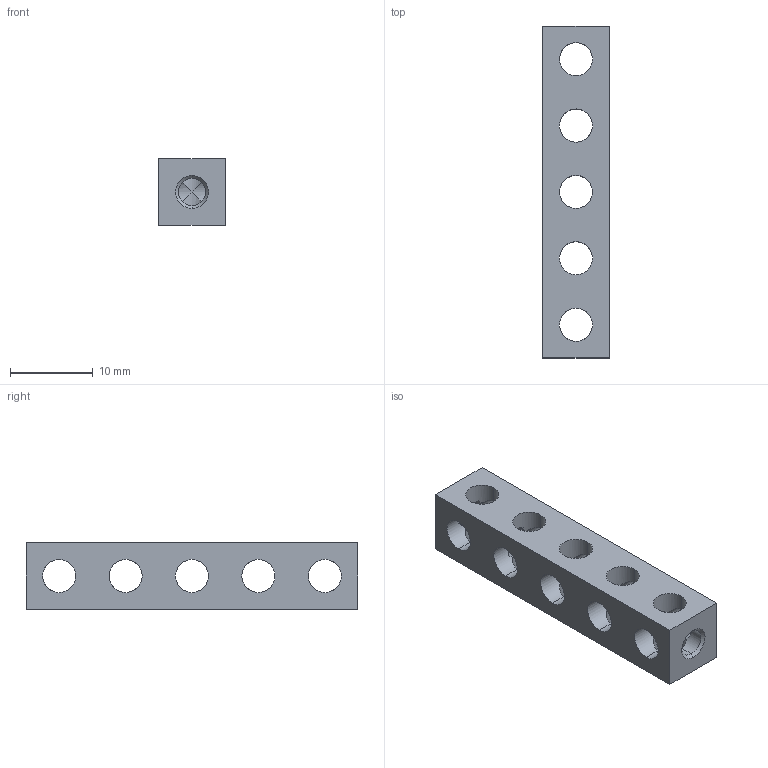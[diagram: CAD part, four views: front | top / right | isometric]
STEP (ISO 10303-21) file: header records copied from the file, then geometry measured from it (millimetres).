
FILE_DESCRIPTION (( 'STEP AP203' ), '1' );
FILE_NAME ('1106-0005-0040.STEP', '2017-03-30T16:08:17', ( '' ), ( '' ), 'SwSTEP 2.0', 'SolidWorks 2016', '' );
FILE_SCHEMA (( 'CONFIG_CONTROL_DESIGN' ));
Length unit declared in the file: millimetre
Products named in the file (1): 1106-0005-0040
Bounding box: 8 x 40 x 8 mm (x, y, z)
Volume: 1650.6 mm3; surface area: 1943 mm2
Topology: 1 solids, 1 shells, 125 faces, 388 edges, 249 vertices
Faces by surface type: cylinder 97, bspline 17, plane 6, cone 5
Entity records: 23318 total; most frequent: CARTESIAN_POINT 20403, ORIENTED_EDGE 776, DIRECTION 414, EDGE_CURVE 388, VERTEX_POINT 249, AXIS2_PLACEMENT_3D 159, EDGE_LOOP 147, ADVANCED_FACE 125
